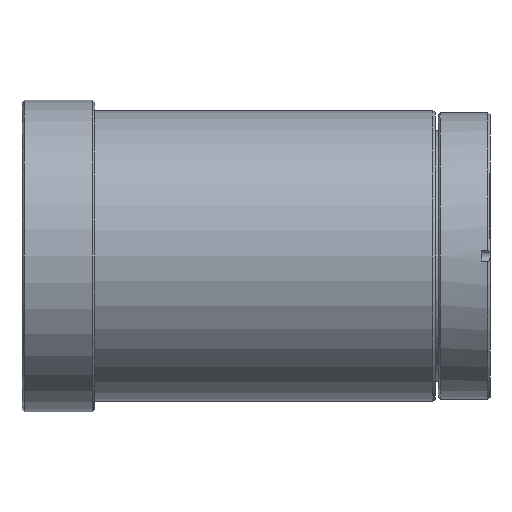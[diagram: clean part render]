
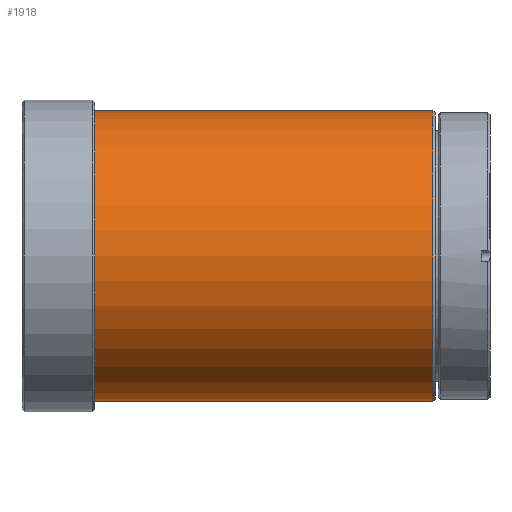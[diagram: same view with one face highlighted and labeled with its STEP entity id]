
A CAD part, left-side view. The second image highlights one B-rep face of the part: STEP entity #1918.
In plain terms, the highlighted cylindrical face has radius 14 mm (diameter 28 mm), a partial arc.
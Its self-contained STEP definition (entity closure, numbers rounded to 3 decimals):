
#1848=CARTESIAN_POINT('',(0.,38.094,-14.));
#1849=VERTEX_POINT('',#1848);
#1850=CARTESIAN_POINT('',(0.,38.094,14.));
#1851=VERTEX_POINT('',#1850);
#1852=CARTESIAN_POINT('',(0.,38.094,0.));
#1853=DIRECTION('',(0.,0.,-1.));
#1854=DIRECTION('',(0.,1.,0.));
#1855=AXIS2_PLACEMENT_3D('',#1852,#1854,#1853);
#1856=CIRCLE('',#1855,14.);
#1857=EDGE_CURVE('',#1849,#1851,#1856,.T.);
#1874=CARTESIAN_POINT('',(0.,5.494,14.));
#1875=VERTEX_POINT('',#1874);
#1876=CARTESIAN_POINT('',(0.,5.494,-14.));
#1877=VERTEX_POINT('',#1876);
#1885=CARTESIAN_POINT('',(0.,5.494,-14.));
#1886=DIRECTION('',(0.,1.,0.));
#1887=VECTOR('',#1886,32.6);
#1888=LINE('',#1885,#1887);
#1889=EDGE_CURVE('',#1877,#1849,#1888,.T.);
#1892=CARTESIAN_POINT('',(0.,38.094,14.));
#1893=DIRECTION('',(0.,-1.,0.));
#1894=VECTOR('',#1893,32.6);
#1895=LINE('',#1892,#1894);
#1896=EDGE_CURVE('',#1851,#1875,#1895,.T.);
#1901=CARTESIAN_POINT('',(0.,5.494,0.));
#1902=DIRECTION('',(0.,0.,1.));
#1903=DIRECTION('',(0.,1.,0.));
#1904=AXIS2_PLACEMENT_3D('',#1901,#1903,#1902);
#1905=CYLINDRICAL_SURFACE('',#1904,14.);
#1906=ORIENTED_EDGE('',*,*,#1857,.F.);
#1907=ORIENTED_EDGE('',*,*,#1889,.F.);
#1908=CARTESIAN_POINT('',(0.,5.494,0.));
#1909=DIRECTION('',(0.,0.,-1.));
#1910=DIRECTION('',(0.,1.,-0.));
#1911=AXIS2_PLACEMENT_3D('',#1908,#1910,#1909);
#1912=CIRCLE('',#1911,14.);
#1913=EDGE_CURVE('',#1877,#1875,#1912,.T.);
#1914=ORIENTED_EDGE('E134',*,*,#1913,.T.);
#1915=ORIENTED_EDGE('E134',*,*,#1896,.F.);
#1916=EDGE_LOOP('',(#1906,#1907,#1914,#1915));
#1917=FACE_OUTER_BOUND('',#1916,.T.);
#1918=ADVANCED_FACE('F13',(#1917),#1905,.T.);
